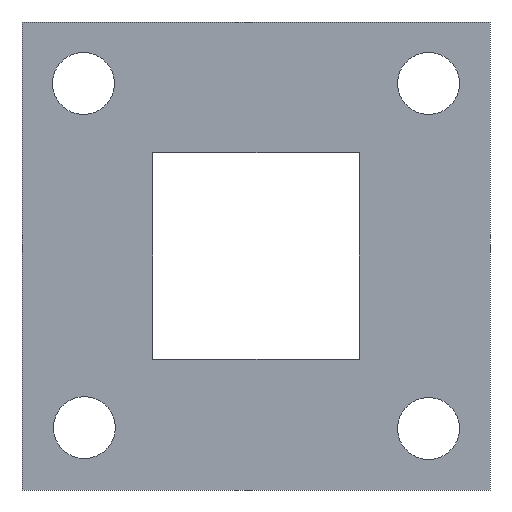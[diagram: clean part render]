
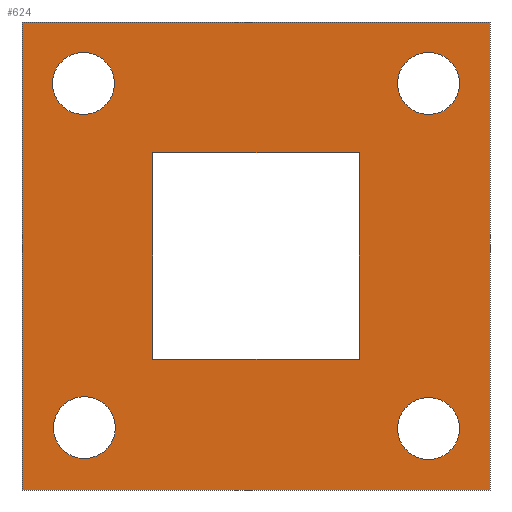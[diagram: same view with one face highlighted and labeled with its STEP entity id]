
A CAD part, front view. The second image highlights one B-rep face of the part: STEP entity #624.
In plain terms, the highlighted planar face has unit normal (0, -1, 0).
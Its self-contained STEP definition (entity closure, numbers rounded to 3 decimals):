
#3 = VERTEX_POINT ( 'NONE', #518 ) ;
#8 = ORIENTED_EDGE ( 'NONE', *, *, #178, .F. ) ;
#12 = AXIS2_PLACEMENT_3D ( 'NONE', #520, #62, #531 ) ;
#13 = PLANE ( 'NONE',  #120 ) ;
#15 = EDGE_CURVE ( 'NONE', #553, #218, #570, .T. ) ;
#17 = CARTESIAN_POINT ( 'NONE',  ( 34., -3., -34. ) ) ;
#20 = FACE_OUTER_BOUND ( 'NONE', #538, .T. ) ;
#29 = LINE ( 'NONE', #195, #304 ) ;
#33 = VECTOR ( 'NONE', #263, 1000. ) ;
#43 = CARTESIAN_POINT ( 'NONE',  ( 25.067, -3., 25.067 ) ) ;
#51 = VERTEX_POINT ( 'NONE', #665 ) ;
#53 = CARTESIAN_POINT ( 'NONE',  ( -34., -3., -34. ) ) ;
#55 = VECTOR ( 'NONE', #160, 1000. ) ;
#56 = DIRECTION ( 'NONE',  ( 0., 0., 1. ) ) ;
#57 = CARTESIAN_POINT ( 'NONE',  ( -24.933, -3., -24.933 ) ) ;
#62 = DIRECTION ( 'NONE',  ( 0., 1., 0. ) ) ;
#64 = VERTEX_POINT ( 'NONE', #408 ) ;
#66 = AXIS2_PLACEMENT_3D ( 'NONE', #612, #113, #56 ) ;
#69 = FACE_BOUND ( 'NONE', #265, .T. ) ;
#70 = CARTESIAN_POINT ( 'NONE',  ( -34., -3., 34. ) ) ;
#75 = EDGE_CURVE ( 'NONE', #566, #347, #581, .T. ) ;
#84 = DIRECTION ( 'NONE',  ( 0., 1., 0. ) ) ;
#91 = LINE ( 'NONE', #339, #636 ) ;
#95 = EDGE_CURVE ( 'NONE', #431, #96, #115, .T. ) ;
#96 = VERTEX_POINT ( 'NONE', #334 ) ;
#99 = AXIS2_PLACEMENT_3D ( 'NONE', #43, #84, #455 ) ;
#104 = CARTESIAN_POINT ( 'NONE',  ( -25.067, -3., 29.567 ) ) ;
#113 = DIRECTION ( 'NONE',  ( 0., 1., 0. ) ) ;
#115 = LINE ( 'NONE', #70, #377 ) ;
#116 = DIRECTION ( 'NONE',  ( 0., 1., 0. ) ) ;
#117 = FACE_BOUND ( 'NONE', #121, .T. ) ;
#120 = AXIS2_PLACEMENT_3D ( 'NONE', #229, #421, #322 ) ;
#121 = EDGE_LOOP ( 'NONE', ( #181, #420 ) ) ;
#123 = FACE_BOUND ( 'NONE', #506, .T. ) ;
#124 = CARTESIAN_POINT ( 'NONE',  ( -34., -3., -34. ) ) ;
#125 = ORIENTED_EDGE ( 'NONE', *, *, #556, .T. ) ;
#128 = EDGE_CURVE ( 'NONE', #444, #340, #657, .T. ) ;
#139 = CARTESIAN_POINT ( 'NONE',  ( -15., -3., -15. ) ) ;
#157 = ORIENTED_EDGE ( 'NONE', *, *, #395, .T. ) ;
#158 = EDGE_CURVE ( 'NONE', #347, #566, #648, .T. ) ;
#160 = DIRECTION ( 'NONE',  ( 0., 0., 1. ) ) ;
#162 = AXIS2_PLACEMENT_3D ( 'NONE', #635, #116, #226 ) ;
#166 = FACE_BOUND ( 'NONE', #486, .T. ) ;
#167 = DIRECTION ( 'NONE',  ( 0., 1., 0. ) ) ;
#178 = EDGE_CURVE ( 'NONE', #64, #183, #590, .T. ) ;
#181 = ORIENTED_EDGE ( 'NONE', *, *, #633, .T. ) ;
#183 = VERTEX_POINT ( 'NONE', #436 ) ;
#186 = DIRECTION ( 'NONE',  ( 0., 0., 1. ) ) ;
#188 = VERTEX_POINT ( 'NONE', #425 ) ;
#193 = ORIENTED_EDGE ( 'NONE', *, *, #426, .T. ) ;
#195 = CARTESIAN_POINT ( 'NONE',  ( -15., -3., -15. ) ) ;
#197 = DIRECTION ( 'NONE',  ( 0., 0., -1. ) ) ;
#205 = CARTESIAN_POINT ( 'NONE',  ( 25.067, -3., -25.067 ) ) ;
#218 = VERTEX_POINT ( 'NONE', #644 ) ;
#222 = DIRECTION ( 'NONE',  ( 0., 0., -1. ) ) ;
#224 = LINE ( 'NONE', #428, #251 ) ;
#226 = DIRECTION ( 'NONE',  ( 0., 0., 1. ) ) ;
#229 = CARTESIAN_POINT ( 'NONE',  ( 0., -3., 0. ) ) ;
#233 = ORIENTED_EDGE ( 'NONE', *, *, #344, .T. ) ;
#241 = DIRECTION ( 'NONE',  ( -1., 0., 0. ) ) ;
#246 = CARTESIAN_POINT ( 'NONE',  ( 25.067, -3., -29.567 ) ) ;
#247 = EDGE_CURVE ( 'NONE', #669, #51, #224, .T. ) ;
#248 = CARTESIAN_POINT ( 'NONE',  ( -25.067, -3., 20.567 ) ) ;
#251 = VECTOR ( 'NONE', #630, 1000. ) ;
#260 = DIRECTION ( 'NONE',  ( 0., 0., 1. ) ) ;
#263 = DIRECTION ( 'NONE',  ( 0., 0., 1. ) ) ;
#265 = EDGE_LOOP ( 'NONE', ( #298, #475 ) ) ;
#272 = CARTESIAN_POINT ( 'NONE',  ( 25.067, -3., -25.067 ) ) ;
#291 = AXIS2_PLACEMENT_3D ( 'NONE', #205, #356, #471 ) ;
#293 = CIRCLE ( 'NONE', #99, 4.5 ) ;
#298 = ORIENTED_EDGE ( 'NONE', *, *, #158, .T. ) ;
#304 = VECTOR ( 'NONE', #241, 1000. ) ;
#311 = VERTEX_POINT ( 'NONE', #139 ) ;
#313 = CARTESIAN_POINT ( 'NONE',  ( -34., -3., 34. ) ) ;
#316 = CIRCLE ( 'NONE', #66, 4.5 ) ;
#322 = DIRECTION ( 'NONE',  ( 0., 0., 1. ) ) ;
#326 = CIRCLE ( 'NONE', #12, 4.5 ) ;
#328 = DIRECTION ( 'NONE',  ( 0., 0., 1. ) ) ;
#331 = DIRECTION ( 'NONE',  ( -1., 0., 0. ) ) ;
#334 = CARTESIAN_POINT ( 'NONE',  ( 34., -3., 34. ) ) ;
#339 = CARTESIAN_POINT ( 'NONE',  ( 15., -3., -15. ) ) ;
#340 = VERTEX_POINT ( 'NONE', #248 ) ;
#344 = EDGE_CURVE ( 'NONE', #188, #311, #29, .T. ) ;
#347 = VERTEX_POINT ( 'NONE', #246 ) ;
#352 = CARTESIAN_POINT ( 'NONE',  ( -24.933, -3., -20.433 ) ) ;
#356 = DIRECTION ( 'NONE',  ( 0., 1., 0. ) ) ;
#362 = ORIENTED_EDGE ( 'NONE', *, *, #406, .T. ) ;
#363 = CARTESIAN_POINT ( 'NONE',  ( -15., -3., -15. ) ) ;
#377 = VECTOR ( 'NONE', #430, 1000. ) ;
#380 = ORIENTED_EDGE ( 'NONE', *, *, #95, .F. ) ;
#382 = EDGE_CURVE ( 'NONE', #51, #188, #91, .T. ) ;
#384 = ORIENTED_EDGE ( 'NONE', *, *, #382, .T. ) ;
#389 = CIRCLE ( 'NONE', #658, 4.5 ) ;
#395 = EDGE_CURVE ( 'NONE', #3, #600, #293, .T. ) ;
#405 = ORIENTED_EDGE ( 'NONE', *, *, #487, .F. ) ;
#406 = EDGE_CURVE ( 'NONE', #600, #3, #389, .T. ) ;
#407 = LINE ( 'NONE', #363, #55 ) ;
#408 = CARTESIAN_POINT ( 'NONE',  ( 34., -3., -34. ) ) ;
#411 = AXIS2_PLACEMENT_3D ( 'NONE', #272, #439, #328 ) ;
#420 = ORIENTED_EDGE ( 'NONE', *, *, #15, .T. ) ;
#421 = DIRECTION ( 'NONE',  ( 0., 1., 0. ) ) ;
#425 = CARTESIAN_POINT ( 'NONE',  ( 15., -3., -15. ) ) ;
#426 = EDGE_CURVE ( 'NONE', #340, #444, #316, .T. ) ;
#428 = CARTESIAN_POINT ( 'NONE',  ( -15., -3., 15. ) ) ;
#430 = DIRECTION ( 'NONE',  ( 1., 0., 0. ) ) ;
#431 = VERTEX_POINT ( 'NONE', #313 ) ;
#436 = CARTESIAN_POINT ( 'NONE',  ( -34., -3., -34. ) ) ;
#439 = DIRECTION ( 'NONE',  ( 0., 1., 0. ) ) ;
#440 = CARTESIAN_POINT ( 'NONE',  ( 25.067, -3., 25.067 ) ) ;
#444 = VERTEX_POINT ( 'NONE', #104 ) ;
#455 = DIRECTION ( 'NONE',  ( 0., 0., 1. ) ) ;
#464 = VECTOR ( 'NONE', #331, 1000. ) ;
#471 = DIRECTION ( 'NONE',  ( 0., 0., 1. ) ) ;
#475 = ORIENTED_EDGE ( 'NONE', *, *, #75, .T. ) ;
#486 = EDGE_LOOP ( 'NONE', ( #384, #233, #125, #529 ) ) ;
#487 = EDGE_CURVE ( 'NONE', #183, #431, #625, .T. ) ;
#503 = EDGE_LOOP ( 'NONE', ( #193, #622 ) ) ;
#506 = EDGE_LOOP ( 'NONE', ( #362, #157 ) ) ;
#513 = CARTESIAN_POINT ( 'NONE',  ( 25.067, -3., -20.567 ) ) ;
#518 = CARTESIAN_POINT ( 'NONE',  ( 25.067, -3., 29.567 ) ) ;
#520 = CARTESIAN_POINT ( 'NONE',  ( -24.933, -3., -24.933 ) ) ;
#525 = AXIS2_PLACEMENT_3D ( 'NONE', #57, #167, #260 ) ;
#529 = ORIENTED_EDGE ( 'NONE', *, *, #247, .T. ) ;
#531 = DIRECTION ( 'NONE',  ( 0., 0., 1. ) ) ;
#538 = EDGE_LOOP ( 'NONE', ( #575, #380, #405, #8 ) ) ;
#553 = VERTEX_POINT ( 'NONE', #352 ) ;
#556 = EDGE_CURVE ( 'NONE', #311, #669, #407, .T. ) ;
#560 = VECTOR ( 'NONE', #222, 1000. ) ;
#566 = VERTEX_POINT ( 'NONE', #513 ) ;
#570 = CIRCLE ( 'NONE', #525, 4.5 ) ;
#575 = ORIENTED_EDGE ( 'NONE', *, *, #664, .F. ) ;
#579 = CARTESIAN_POINT ( 'NONE',  ( 25.067, -3., 20.567 ) ) ;
#581 = CIRCLE ( 'NONE', #291, 4.5 ) ;
#586 = FACE_BOUND ( 'NONE', #503, .T. ) ;
#589 = LINE ( 'NONE', #17, #560 ) ;
#590 = LINE ( 'NONE', #124, #464 ) ;
#600 = VERTEX_POINT ( 'NONE', #579 ) ;
#612 = CARTESIAN_POINT ( 'NONE',  ( -25.067, -3., 25.067 ) ) ;
#622 = ORIENTED_EDGE ( 'NONE', *, *, #128, .T. ) ;
#624 = ADVANCED_FACE ( 'NONE', ( #20, #166, #117, #586, #123, #69 ), #13, .F. ) ;
#625 = LINE ( 'NONE', #53, #33 ) ;
#630 = DIRECTION ( 'NONE',  ( 1., 0., 0. ) ) ;
#633 = EDGE_CURVE ( 'NONE', #218, #553, #326, .T. ) ;
#634 = CARTESIAN_POINT ( 'NONE',  ( -15., -3., 15. ) ) ;
#635 = CARTESIAN_POINT ( 'NONE',  ( -25.067, -3., 25.067 ) ) ;
#636 = VECTOR ( 'NONE', #197, 1000. ) ;
#644 = CARTESIAN_POINT ( 'NONE',  ( -24.933, -3., -29.433 ) ) ;
#646 = DIRECTION ( 'NONE',  ( 0., 1., 0. ) ) ;
#648 = CIRCLE ( 'NONE', #411, 4.5 ) ;
#657 = CIRCLE ( 'NONE', #162, 4.5 ) ;
#658 = AXIS2_PLACEMENT_3D ( 'NONE', #440, #646, #186 ) ;
#664 = EDGE_CURVE ( 'NONE', #96, #64, #589, .T. ) ;
#665 = CARTESIAN_POINT ( 'NONE',  ( 15., -3., 15. ) ) ;
#669 = VERTEX_POINT ( 'NONE', #634 ) ;
